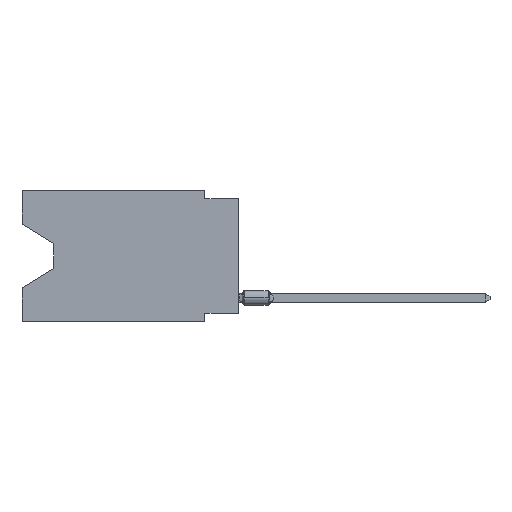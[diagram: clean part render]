
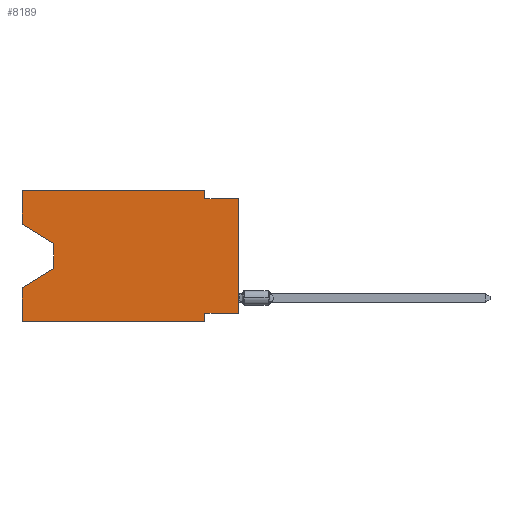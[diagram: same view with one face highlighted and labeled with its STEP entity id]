
A CAD part, left-side view. The second image highlights one B-rep face of the part: STEP entity #8189.
In plain terms, the highlighted planar face has unit normal (-1, 0, 0).
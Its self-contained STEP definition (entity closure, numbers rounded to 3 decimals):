
#38 = VERTEX_POINT ( 'NONE', #16242 ) ;
#524 = VERTEX_POINT ( 'NONE', #7172 ) ;
#901 = DIRECTION ( 'NONE',  ( 0., 0., -1. ) ) ;
#916 = CARTESIAN_POINT ( 'NONE',  ( 0., 0., -0.635 ) ) ;
#937 = VERTEX_POINT ( 'NONE', #8421 ) ;
#946 = LINE ( 'NONE', #12535, #16655 ) ;
#1213 = CARTESIAN_POINT ( 'NONE',  ( 0., 13.97, -4.013 ) ) ;
#1252 = DIRECTION ( 'NONE',  ( 0., 0., 1. ) ) ;
#1272 = CARTESIAN_POINT ( 'NONE',  ( 0., 16.383, 0. ) ) ;
#1364 = DIRECTION ( 'NONE',  ( 0., -1., 0. ) ) ;
#1428 = LINE ( 'NONE', #1213, #9981 ) ;
#1464 = AXIS2_PLACEMENT_3D ( 'NONE', #6763, #17947, #14542 ) ;
#1629 = CARTESIAN_POINT ( 'NONE',  ( 0., 2.54, -0.635 ) ) ;
#1692 = EDGE_CURVE ( 'NONE', #38, #15160, #2381, .T. ) ;
#1804 = EDGE_CURVE ( 'NONE', #6063, #9401, #1428, .T. ) ;
#1823 = VECTOR ( 'NONE', #8493, 1000. ) ;
#2112 = ORIENTED_EDGE ( 'NONE', *, *, #20912, .T. ) ;
#2120 = CARTESIAN_POINT ( 'NONE',  ( 0., 16.383, -2.546 ) ) ;
#2240 = EDGE_CURVE ( 'NONE', #937, #12726, #18773, .T. ) ;
#2381 = LINE ( 'NONE', #8891, #16443 ) ;
#2582 = CARTESIAN_POINT ( 'NONE',  ( 0., 16.383, -7.36 ) ) ;
#2689 = DIRECTION ( 'NONE',  ( 0., 0., -1. ) ) ;
#2932 = DIRECTION ( 'NONE',  ( 0., 0., 1. ) ) ;
#3262 = LINE ( 'NONE', #4746, #13926 ) ;
#3382 = LINE ( 'NONE', #16583, #1823 ) ;
#4154 = EDGE_CURVE ( 'NONE', #6637, #524, #3262, .T. ) ;
#4296 = VECTOR ( 'NONE', #12824, 1000. ) ;
#4746 = CARTESIAN_POINT ( 'NONE',  ( 0., 0., 0. ) ) ;
#4866 = VECTOR ( 'NONE', #15013, 1000. ) ;
#5229 = LINE ( 'NONE', #2120, #4866 ) ;
#5440 = CARTESIAN_POINT ( 'NONE',  ( 0., 13.97, -5.893 ) ) ;
#5741 = ORIENTED_EDGE ( 'NONE', *, *, #16004, .F. ) ;
#5978 = CARTESIAN_POINT ( 'NONE',  ( 0., 2.54, -9.906 ) ) ;
#6063 = VERTEX_POINT ( 'NONE', #13345 ) ;
#6148 = VECTOR ( 'NONE', #9253, 1000. ) ;
#6637 = VERTEX_POINT ( 'NONE', #11402 ) ;
#6763 = CARTESIAN_POINT ( 'NONE',  ( 0., 16.383, 0. ) ) ;
#7143 = ORIENTED_EDGE ( 'NONE', *, *, #7352, .T. ) ;
#7172 = CARTESIAN_POINT ( 'NONE',  ( 0., 0., -0.635 ) ) ;
#7352 = EDGE_CURVE ( 'NONE', #17306, #6063, #5229, .T. ) ;
#8145 = VECTOR ( 'NONE', #12187, 1000. ) ;
#8189 = ADVANCED_FACE ( 'NONE', ( #8263 ), #14856, .F. ) ;
#8204 = ORIENTED_EDGE ( 'NONE', *, *, #1692, .F. ) ;
#8263 = FACE_OUTER_BOUND ( 'NONE', #17729, .T. ) ;
#8421 = CARTESIAN_POINT ( 'NONE',  ( 0., 2.54, -9.271 ) ) ;
#8493 = DIRECTION ( 'NONE',  ( 0., 0., 1. ) ) ;
#8891 = CARTESIAN_POINT ( 'NONE',  ( 0., 2.54, 0. ) ) ;
#9253 = DIRECTION ( 'NONE',  ( 0., 1., 0. ) ) ;
#9401 = VERTEX_POINT ( 'NONE', #5440 ) ;
#9547 = VERTEX_POINT ( 'NONE', #1272 ) ;
#9981 = VECTOR ( 'NONE', #2689, 1000. ) ;
#10274 = VECTOR ( 'NONE', #12995, 1000. ) ;
#10338 = CARTESIAN_POINT ( 'NONE',  ( 0., 2.54, -9.906 ) ) ;
#10365 = EDGE_CURVE ( 'NONE', #9547, #38, #14001, .T. ) ;
#10971 = CARTESIAN_POINT ( 'NONE',  ( 0., 16.383, -9.906 ) ) ;
#11064 = VECTOR ( 'NONE', #1252, 1000. ) ;
#11402 = CARTESIAN_POINT ( 'NONE',  ( 0., 0., -9.271 ) ) ;
#11534 = ORIENTED_EDGE ( 'NONE', *, *, #15478, .T. ) ;
#11593 = ORIENTED_EDGE ( 'NONE', *, *, #10365, .F. ) ;
#11859 = ORIENTED_EDGE ( 'NONE', *, *, #13543, .F. ) ;
#12187 = DIRECTION ( 'NONE',  ( 0., -1., 0. ) ) ;
#12357 = ORIENTED_EDGE ( 'NONE', *, *, #2240, .F. ) ;
#12471 = EDGE_CURVE ( 'NONE', #17306, #9547, #15532, .T. ) ;
#12535 = CARTESIAN_POINT ( 'NONE',  ( 0., 16.383, -9.906 ) ) ;
#12551 = VECTOR ( 'NONE', #18965, 1000. ) ;
#12651 = LINE ( 'NONE', #15849, #6148 ) ;
#12726 = VERTEX_POINT ( 'NONE', #10338 ) ;
#12824 = DIRECTION ( 'NONE',  ( 0., -1., 0. ) ) ;
#12995 = DIRECTION ( 'NONE',  ( 0., 0.855, -0.519 ) ) ;
#13345 = CARTESIAN_POINT ( 'NONE',  ( 0., 13.97, -4.013 ) ) ;
#13543 = EDGE_CURVE ( 'NONE', #15160, #524, #15504, .T. ) ;
#13828 = VERTEX_POINT ( 'NONE', #2582 ) ;
#13926 = VECTOR ( 'NONE', #2932, 1000. ) ;
#14001 = LINE ( 'NONE', #18896, #8145 ) ;
#14542 = DIRECTION ( 'NONE',  ( 0., 0., -1. ) ) ;
#14748 = ORIENTED_EDGE ( 'NONE', *, *, #4154, .T. ) ;
#14856 = PLANE ( 'NONE',  #1464 ) ;
#15013 = DIRECTION ( 'NONE',  ( 0., -0.855, -0.519 ) ) ;
#15160 = VERTEX_POINT ( 'NONE', #1629 ) ;
#15478 = EDGE_CURVE ( 'NONE', #9401, #13828, #17581, .T. ) ;
#15504 = LINE ( 'NONE', #916, #4296 ) ;
#15518 = VERTEX_POINT ( 'NONE', #10971 ) ;
#15532 = LINE ( 'NONE', #15739, #11064 ) ;
#15739 = CARTESIAN_POINT ( 'NONE',  ( 0., 16.383, 0. ) ) ;
#15849 = CARTESIAN_POINT ( 'NONE',  ( 0., 0., -9.271 ) ) ;
#15875 = CARTESIAN_POINT ( 'NONE',  ( 0., 13.97, -5.893 ) ) ;
#16004 = EDGE_CURVE ( 'NONE', #15518, #13828, #3382, .T. ) ;
#16242 = CARTESIAN_POINT ( 'NONE',  ( 0., 2.54, 0. ) ) ;
#16443 = VECTOR ( 'NONE', #901, 1000. ) ;
#16492 = ORIENTED_EDGE ( 'NONE', *, *, #1804, .T. ) ;
#16583 = CARTESIAN_POINT ( 'NONE',  ( 0., 16.383, 0. ) ) ;
#16655 = VECTOR ( 'NONE', #1364, 1000. ) ;
#17306 = VERTEX_POINT ( 'NONE', #18786 ) ;
#17329 = ORIENTED_EDGE ( 'NONE', *, *, #12471, .F. ) ;
#17581 = LINE ( 'NONE', #15875, #10274 ) ;
#17729 = EDGE_LOOP ( 'NONE', ( #7143, #16492, #11534, #5741, #2112, #12357, #17778, #14748, #11859, #8204, #11593, #17329 ) ) ;
#17778 = ORIENTED_EDGE ( 'NONE', *, *, #18232, .F. ) ;
#17947 = DIRECTION ( 'NONE',  ( 1., 0., 0. ) ) ;
#18232 = EDGE_CURVE ( 'NONE', #6637, #937, #12651, .T. ) ;
#18773 = LINE ( 'NONE', #5978, #12551 ) ;
#18786 = CARTESIAN_POINT ( 'NONE',  ( 0., 16.383, -2.546 ) ) ;
#18896 = CARTESIAN_POINT ( 'NONE',  ( 0., 16.383, 0. ) ) ;
#18965 = DIRECTION ( 'NONE',  ( 0., 0., -1. ) ) ;
#20912 = EDGE_CURVE ( 'NONE', #15518, #12726, #946, .T. ) ;
